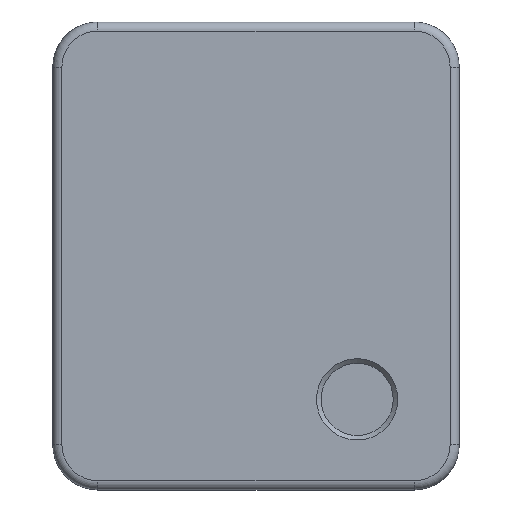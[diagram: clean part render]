
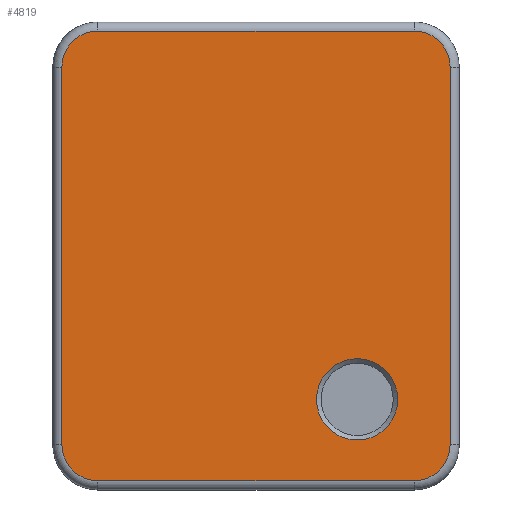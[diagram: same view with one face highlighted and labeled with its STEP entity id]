
A CAD part, top view. The second image highlights one B-rep face of the part: STEP entity #4819.
In plain terms, the highlighted planar face has unit normal (0, 0, 1).
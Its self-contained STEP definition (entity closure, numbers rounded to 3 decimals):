
#39=FACE_BOUND('',#839,.T.);
#315=CIRCLE('',#5265,9.);
#317=CIRCLE('',#5269,8.);
#318=CIRCLE('',#5270,8.);
#319=CIRCLE('',#5271,8.);
#320=CIRCLE('',#5272,8.);
#560=FACE_OUTER_BOUND('',#838,.T.);
#838=EDGE_LOOP('',(#3911,#3912,#3913,#3914,#3915,#3916,#3917,#3918));
#839=EDGE_LOOP('',(#3919));
#1239=LINE('',#7929,#1698);
#1240=LINE('',#7933,#1699);
#1241=LINE('',#7937,#1700);
#1242=LINE('',#7940,#1701);
#1698=VECTOR('',#6355,10.);
#1699=VECTOR('',#6358,10.);
#1700=VECTOR('',#6361,10.);
#1701=VECTOR('',#6364,10.);
#2184=VERTEX_POINT('',#7917);
#2186=VERTEX_POINT('',#7925);
#2187=VERTEX_POINT('',#7926);
#2188=VERTEX_POINT('',#7928);
#2189=VERTEX_POINT('',#7930);
#2190=VERTEX_POINT('',#7932);
#2191=VERTEX_POINT('',#7934);
#2192=VERTEX_POINT('',#7936);
#2193=VERTEX_POINT('',#7938);
#2786=EDGE_CURVE('',#2184,#2184,#315,.T.);
#2790=EDGE_CURVE('',#2186,#2187,#317,.T.);
#2791=EDGE_CURVE('',#2188,#2186,#1239,.T.);
#2792=EDGE_CURVE('',#2189,#2188,#318,.T.);
#2793=EDGE_CURVE('',#2190,#2189,#1240,.T.);
#2794=EDGE_CURVE('',#2191,#2190,#319,.T.);
#2795=EDGE_CURVE('',#2192,#2191,#1241,.T.);
#2796=EDGE_CURVE('',#2193,#2192,#320,.T.);
#2797=EDGE_CURVE('',#2187,#2193,#1242,.T.);
#3911=ORIENTED_EDGE('',*,*,#2790,.F.);
#3912=ORIENTED_EDGE('',*,*,#2791,.F.);
#3913=ORIENTED_EDGE('',*,*,#2792,.F.);
#3914=ORIENTED_EDGE('',*,*,#2793,.F.);
#3915=ORIENTED_EDGE('',*,*,#2794,.F.);
#3916=ORIENTED_EDGE('',*,*,#2795,.F.);
#3917=ORIENTED_EDGE('',*,*,#2796,.F.);
#3918=ORIENTED_EDGE('',*,*,#2797,.F.);
#3919=ORIENTED_EDGE('',*,*,#2786,.F.);
#4603=PLANE('',#5268);
#4819=ADVANCED_FACE('',(#560,#39),#4603,.T.);
#5265=AXIS2_PLACEMENT_3D('',#7918,#6343,#6344);
#5268=AXIS2_PLACEMENT_3D('',#7924,#6351,#6352);
#5269=AXIS2_PLACEMENT_3D('',#7927,#6353,#6354);
#5270=AXIS2_PLACEMENT_3D('',#7931,#6356,#6357);
#5271=AXIS2_PLACEMENT_3D('',#7935,#6359,#6360);
#5272=AXIS2_PLACEMENT_3D('',#7939,#6362,#6363);
#6343=DIRECTION('center_axis',(0.,0.,
1.));
#6344=DIRECTION('ref_axis',(1.,0.,0.));
#6351=DIRECTION('center_axis',(0.,0.,
1.));
#6352=DIRECTION('ref_axis',(-1.,0.,0.));
#6353=DIRECTION('center_axis',(0.,0.,
-1.));
#6354=DIRECTION('ref_axis',(-0.707,-0.707,0.));
#6355=DIRECTION('',(-1.,0.,0.));
#6356=DIRECTION('center_axis',(0.,0.,
-1.));
#6357=DIRECTION('ref_axis',(0.707,-0.707,0.));
#6358=DIRECTION('',(0.,-1.,0.));
#6359=DIRECTION('center_axis',(0.,0.,
-1.));
#6360=DIRECTION('ref_axis',(0.707,0.707,0.));
#6361=DIRECTION('',(1.,0.,0.));
#6362=DIRECTION('center_axis',(0.,0.,
-1.));
#6363=DIRECTION('ref_axis',(-0.707,0.707,0.));
#6364=DIRECTION('',(0.,1.,0.));
#7917=CARTESIAN_POINT('',(53.4,14.525,-41.4));
#7918=CARTESIAN_POINT('Origin',(62.4,14.525,-41.4));
#7924=CARTESIAN_POINT('Origin',(40.,46.3,-41.4));
#7925=CARTESIAN_POINT('',(5.,-3.5,-41.4));
#7926=CARTESIAN_POINT('',(-3.,4.5,-41.4));
#7927=CARTESIAN_POINT('Origin',(5.,4.5,-41.4));
#7928=CARTESIAN_POINT('',(75.,-3.5,-41.4));
#7929=CARTESIAN_POINT('',(22.5,-3.5,-41.4));
#7930=CARTESIAN_POINT('',(83.,4.5,-41.4));
#7931=CARTESIAN_POINT('Origin',(75.,4.5,-41.4));
#7932=CARTESIAN_POINT('',(83.,88.1,-41.4));
#7933=CARTESIAN_POINT('',(83.,25.4,-41.4));
#7934=CARTESIAN_POINT('',(75.,96.1,-41.4));
#7935=CARTESIAN_POINT('Origin',(75.,88.1,-41.4));
#7936=CARTESIAN_POINT('',(5.,96.1,-41.4));
#7937=CARTESIAN_POINT('',(57.5,96.1,-41.4));
#7938=CARTESIAN_POINT('',(-3.,88.1,-41.4));
#7939=CARTESIAN_POINT('Origin',(5.,88.1,-41.4));
#7940=CARTESIAN_POINT('',(-3.,67.2,-41.4));
